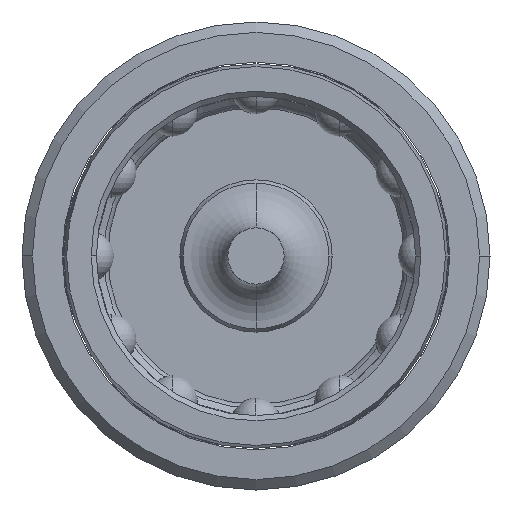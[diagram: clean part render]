
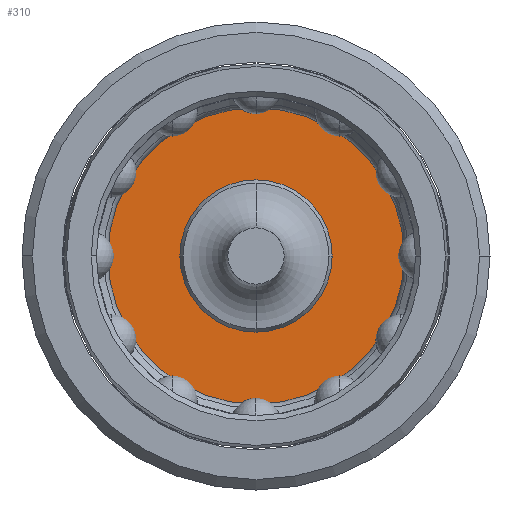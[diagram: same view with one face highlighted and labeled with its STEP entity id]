
A CAD part, left-side view. The second image highlights one B-rep face of the part: STEP entity #310.
In plain terms, the highlighted planar face has unit normal (-1, 0, 0).
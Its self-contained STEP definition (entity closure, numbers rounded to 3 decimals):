
#310 = ADVANCED_FACE( '', ( #628, #629 ), #630, .T. );
#628 = FACE_OUTER_BOUND( '', #979, .T. );
#629 = FACE_BOUND( '', #980, .T. );
#630 = PLANE( '', #981 );
#979 = EDGE_LOOP( '', ( #2062, #2063 ) );
#980 = EDGE_LOOP( '', ( #2064, #2065 ) );
#981 = AXIS2_PLACEMENT_3D( '', #2066, #2067, #2068 );
#2062 = ORIENTED_EDGE( '', *, *, #2583, .F. );
#2063 = ORIENTED_EDGE( '', *, *, #2527, .F. );
#2064 = ORIENTED_EDGE( '', *, *, #2530, .T. );
#2065 = ORIENTED_EDGE( '', *, *, #2582, .T. );
#2066 = CARTESIAN_POINT( '', ( -38.7, -10.931, 0. ) );
#2067 = DIRECTION( '', ( -1., 0., 0. ) );
#2068 = DIRECTION( '', ( 0., 1., 0. ) );
#2527 = EDGE_CURVE( '', #3084, #3080, #3086, .T. );
#2530 = EDGE_CURVE( '', #3087, #3089, #3091, .T. );
#2582 = EDGE_CURVE( '', #3089, #3087, #3174, .T. );
#2583 = EDGE_CURVE( '', #3080, #3084, #3175, .T. );
#3080 = VERTEX_POINT( '', #4312 );
#3084 = VERTEX_POINT( '', #4317 );
#3086 = CIRCLE( '', #4320, 14.575 );
#3087 = VERTEX_POINT( '', #4321 );
#3089 = VERTEX_POINT( '', #4324 );
#3091 = CIRCLE( '', #4327, 7.287 );
#3174 = CIRCLE( '', #4734, 7.287 );
#3175 = CIRCLE( '', #4735, 14.575 );
#4312 = CARTESIAN_POINT( '', ( -38.7, -14.575, 0. ) );
#4317 = CARTESIAN_POINT( '', ( -38.7, 14.575, 0. ) );
#4320 = AXIS2_PLACEMENT_3D( '', #5283, #5284, #5285 );
#4321 = CARTESIAN_POINT( '', ( -38.7, -7.287, 0. ) );
#4324 = CARTESIAN_POINT( '', ( -38.7, 7.287, 0. ) );
#4327 = AXIS2_PLACEMENT_3D( '', #5288, #5289, #5290 );
#4734 = AXIS2_PLACEMENT_3D( '', #5386, #5387, #5388 );
#4735 = AXIS2_PLACEMENT_3D( '', #5389, #5390, #5391 );
#5283 = CARTESIAN_POINT( '', ( -38.7, 0., 0. ) );
#5284 = DIRECTION( '', ( 1., 0., 0. ) );
#5285 = DIRECTION( '', ( 0., -1., 0. ) );
#5288 = CARTESIAN_POINT( '', ( -38.7, 0., 0. ) );
#5289 = DIRECTION( '', ( 1., 0., 0. ) );
#5290 = DIRECTION( '', ( 0., -1., 0. ) );
#5386 = CARTESIAN_POINT( '', ( -38.7, 0., 0. ) );
#5387 = DIRECTION( '', ( 1., 0., 0. ) );
#5388 = DIRECTION( '', ( 0., -1., 0. ) );
#5389 = CARTESIAN_POINT( '', ( -38.7, 0., 0. ) );
#5390 = DIRECTION( '', ( 1., 0., 0. ) );
#5391 = DIRECTION( '', ( 0., -1., 0. ) );
